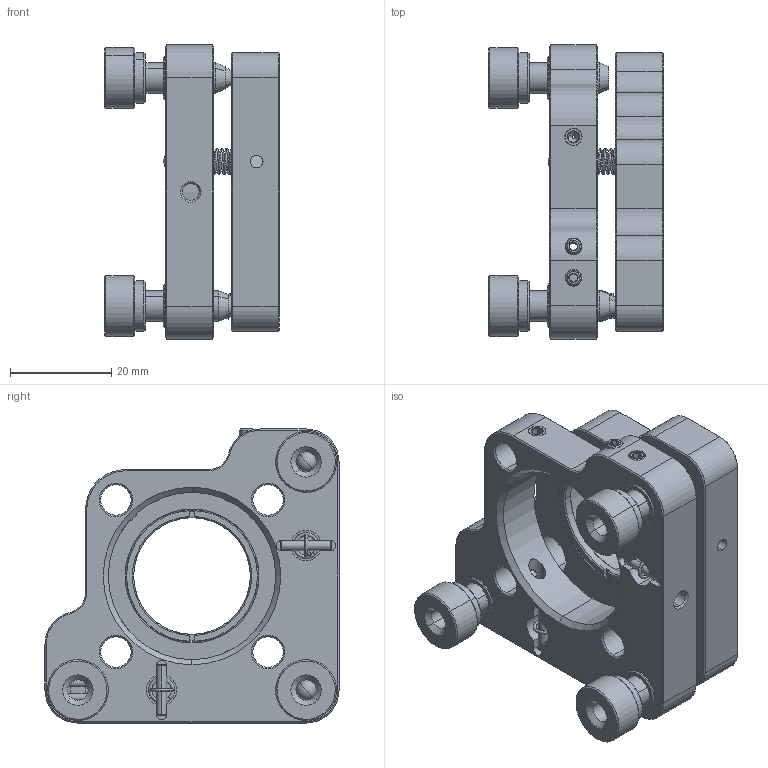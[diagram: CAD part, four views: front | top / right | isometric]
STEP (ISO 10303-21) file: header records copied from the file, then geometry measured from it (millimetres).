
FILE_DESCRIPTION (( 'STEP AP214' ), '1' );
FILE_NAME ('2.2.3.12_L30T-JSM1_30 mm笼式系统SM1螺纹光学调整架，用于φ1英寸光学元件，M4螺纹安装孔.STEP', '2021-07-21T05:23:31', ( 'Microsoft' ), ( 'Microsoft' ), 'SwSTEP 2.0', 'SolidWorks 2018', '' );
FILE_SCHEMA (( 'AUTOMOTIVE_DESIGN' ));
Length unit declared in the file: millimetre
Products named in the file (1): 2.2.3.12_L30T-JSM1_30 mm笼式系统SM1螺纹光学调整架，用于φ1英寸光学元件，M4螺纹安装孔
Bounding box: 34.5 x 58 x 58 mm (x, y, z)
Surface area: 20396.1 mm2 (no closed solid volume)
Topology: 0 solids, 37 shells, 496 faces, 1762 edges, 1292 vertices
Faces by surface type: cone 198, plane 152, cylinder 132, bspline 10, sphere 4
Entity records: 34714 total; most frequent: CARTESIAN_POINT 14646, DIRECTION 2949, ORIENTED_EDGE 2753, EDGE_CURVE 1752, VERTEX_POINT 1286, AXIS2_PLACEMENT_3D 1144, VECTOR 661, LINE 661
